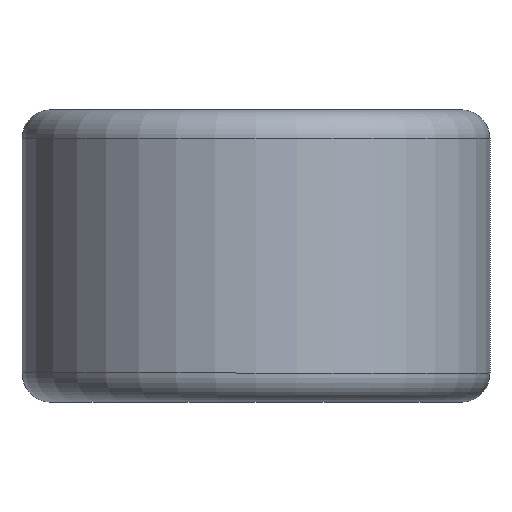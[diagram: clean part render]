
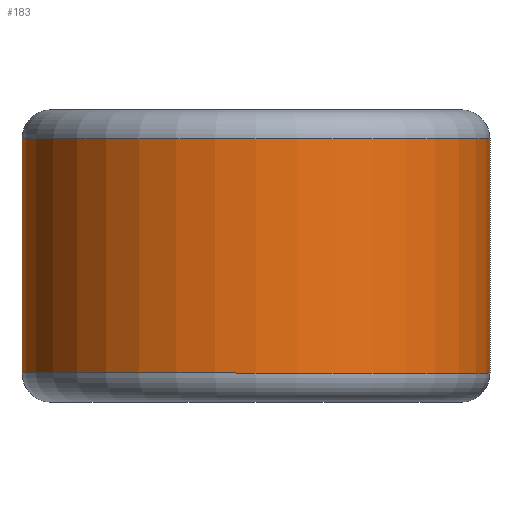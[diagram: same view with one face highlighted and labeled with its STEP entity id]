
A CAD part, left-side view. The second image highlights one B-rep face of the part: STEP entity #183.
In plain terms, the highlighted cylindrical face has radius 4 mm (diameter 8 mm), a partial arc.
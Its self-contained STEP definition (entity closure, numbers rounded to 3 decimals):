
#36=CARTESIAN_POINT('',(0.,-8.,-4.5));
#37=VERTEX_POINT('',#36);
#67=CARTESIAN_POINT('',(0.,0.,-4.5));
#68=VERTEX_POINT('',#67);
#86=CARTESIAN_POINT('',(0.,-4.,-4.5));
#87=DIRECTION('',(0.,-1.,0.));
#88=DIRECTION('',(0.,0.,-1.));
#89=AXIS2_PLACEMENT_3D('',#86,#88,#87);
#90=CIRCLE('',#89,4.);
#91=EDGE_CURVE('',#37,#68,#90,.T.);
#152=CARTESIAN_POINT('',(0.,-4.,-0.5));
#153=DIRECTION('',(0.,-1.,0.));
#154=DIRECTION('',(0.,0.,-1.));
#155=AXIS2_PLACEMENT_3D('',#152,#154,#153);
#156=CYLINDRICAL_SURFACE('',#155,4.);
#157=ORIENTED_EDGE('',*,*,#91,.F.);
#158=CARTESIAN_POINT('',(0.,-8.,-0.5));
#159=VERTEX_POINT('',#158);
#160=CARTESIAN_POINT('',(0.,-8.,-4.5));
#161=DIRECTION('',(0.,0.,1.));
#162=VECTOR('',#161,4.);
#163=LINE('',#160,#162);
#164=EDGE_CURVE('',#37,#159,#163,.T.);
#165=ORIENTED_EDGE('E13',*,*,#164,.T.);
#166=CARTESIAN_POINT('',(0.,0.,-0.5));
#167=VERTEX_POINT('',#166);
#168=CARTESIAN_POINT('',(0.,-4.,-0.5));
#169=DIRECTION('',(0.,-1.,0.));
#170=DIRECTION('',(0.,0.,-1.));
#171=AXIS2_PLACEMENT_3D('',#168,#170,#169);
#172=CIRCLE('',#171,4.);
#173=EDGE_CURVE('',#159,#167,#172,.T.);
#174=ORIENTED_EDGE('E14',*,*,#173,.T.);
#175=CARTESIAN_POINT('',(0.,0.,-0.5));
#176=DIRECTION('',(0.,0.,-1.));
#177=VECTOR('',#176,4.);
#178=LINE('',#175,#177);
#179=EDGE_CURVE('',#167,#68,#178,.T.);
#180=ORIENTED_EDGE('E15',*,*,#179,.T.);
#181=EDGE_LOOP('',(#157,#165,#174,#180));
#182=FACE_OUTER_BOUND('',#181,.T.);
#183=ADVANCED_FACE('F5',(#182),#156,.T.);
